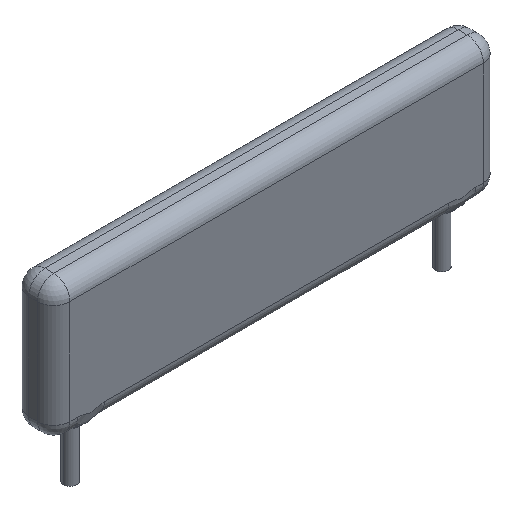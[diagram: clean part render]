
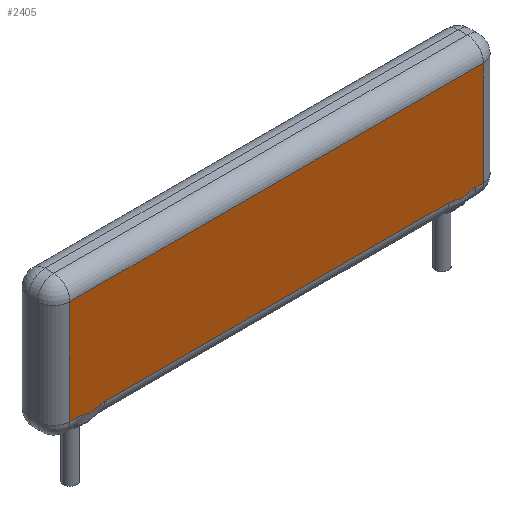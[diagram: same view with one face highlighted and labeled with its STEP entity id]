
A CAD part, isometric view. The second image highlights one B-rep face of the part: STEP entity #2405.
In plain terms, the highlighted free-form (B-spline) face has degree [1, 1] with [2, 2] control points.
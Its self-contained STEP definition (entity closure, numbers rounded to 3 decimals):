
#441=CARTESIAN_POINT('',(12.715,-1.27,1.25));
#442=VERTEX_POINT('',#441);
#537=CARTESIAN_POINT('',(-12.715,-1.27,1.25));
#538=VERTEX_POINT('',#537);
#581=CARTESIAN_POINT('',(12.715,-1.27,7.64));
#582=VERTEX_POINT('',#581);
#640=CARTESIAN_POINT('',(-12.715,-1.27,7.64));
#641=VERTEX_POINT('',#640);
#698=CARTESIAN_POINT('',(-12.715,-1.27,7.64));
#699=DIRECTION('',(1.0,0.0,0.0));
#700=VECTOR('',#699,25.43);
#701=LINE('',#698,#700);
#702=EDGE_CURVE('',#641,#582,#701,.T.);
#720=CARTESIAN_POINT('',(-12.715,-1.27,1.25));
#721=DIRECTION('',(0.0,0.0,1.0));
#722=VECTOR('',#721,6.39);
#723=LINE('',#720,#722);
#724=EDGE_CURVE('',#538,#641,#723,.T.);
#815=CARTESIAN_POINT('',(12.715,-1.27,7.64));
#816=DIRECTION('',(0.0,0.0,-1.0));
#817=VECTOR('',#816,6.39);
#818=LINE('',#815,#817);
#819=EDGE_CURVE('',#582,#442,#818,.T.);
#831=CARTESIAN_POINT('',(-12.256,-1.27,1.25));
#832=VERTEX_POINT('',#831);
#840=CARTESIAN_POINT('',(-12.256,-1.27,1.25));
#841=DIRECTION('',(-1.0,0.0,0.0));
#842=VECTOR('',#841,0.459);
#843=LINE('',#840,#842);
#844=EDGE_CURVE('',#832,#538,#843,.T.);
#1083=CARTESIAN_POINT('',(-10.604,-1.27,1.25));
#1084=VERTEX_POINT('',#1083);
#1092=CARTESIAN_POINT('',(-10.604,-1.27,1.25));
#1093=CARTESIAN_POINT('',(-10.622,-1.27,1.25));
#1094=CARTESIAN_POINT('',(-10.64,-1.27,1.25));
#1095=CARTESIAN_POINT('',(-10.723,-1.27,1.246));
#1096=CARTESIAN_POINT('',(-10.788,-1.27,1.239));
#1097=CARTESIAN_POINT('',(-10.903,-1.27,1.219));
#1098=CARTESIAN_POINT('',(-10.952,-1.27,1.207));
#1099=CARTESIAN_POINT('',(-11.045,-1.27,1.182));
#1100=CARTESIAN_POINT('',(-11.088,-1.27,1.169));
#1101=CARTESIAN_POINT('',(-11.165,-1.27,1.145));
#1102=CARTESIAN_POINT('',(-11.199,-1.27,1.134));
#1103=CARTESIAN_POINT('',(-11.271,-1.27,1.113));
#1104=CARTESIAN_POINT('',(-11.31,-1.27,1.103));
#1105=CARTESIAN_POINT('',(-11.372,-1.27,1.093));
#1106=CARTESIAN_POINT('',(-11.394,-1.27,1.091));
#1107=CARTESIAN_POINT('',(-11.452,-1.27,1.089));
#1108=CARTESIAN_POINT('',(-11.487,-1.27,1.092));
#1109=CARTESIAN_POINT('',(-11.543,-1.27,1.102));
#1110=CARTESIAN_POINT('',(-11.565,-1.27,1.107));
#1111=CARTESIAN_POINT('',(-11.634,-1.27,1.125));
#1112=CARTESIAN_POINT('',(-11.682,-1.27,1.141));
#1113=CARTESIAN_POINT('',(-11.772,-1.27,1.169));
#1114=CARTESIAN_POINT('',(-11.815,-1.27,1.182));
#1115=CARTESIAN_POINT('',(-11.901,-1.27,1.205));
#1116=CARTESIAN_POINT('',(-11.945,-1.27,1.216));
#1117=CARTESIAN_POINT('',(-12.078,-1.27,1.241));
#1118=CARTESIAN_POINT('',(-12.167,-1.27,1.25));
#1119=CARTESIAN_POINT('',(-12.256,-1.27,1.25));
#1120=B_SPLINE_CURVE_WITH_KNOTS('',3,(#1092,#1093,#1094,#1095,#1096,#1097,#1098,#1099,#1100,#1101,#1102,#1103,#1104,#1105,#1106,#1107,#1108,#1109,#1110,#1111,#1112,#1113,#1114,#1115,#1116,#1117,#1118,#1119),.UNSPECIFIED.,.F.,.U.,(4,2,2,2,2,2,2,2,2,2,2,2,2,4),(-1.686,-1.633,-1.437,-1.286,-1.15,-1.044,-0.923,-0.856,-0.751,-0.685,-0.535,-0.401,-0.268,0.0),.UNSPECIFIED.);
#1121=EDGE_CURVE('',#1084,#832,#1120,.T.);
#1172=CARTESIAN_POINT('',(10.604,-1.27,1.25));
#1173=VERTEX_POINT('',#1172);
#1181=CARTESIAN_POINT('',(10.604,-1.27,1.25));
#1182=DIRECTION('',(-1.0,0.0,0.0));
#1183=VECTOR('',#1182,21.208);
#1184=LINE('',#1181,#1183);
#1185=EDGE_CURVE('',#1173,#1084,#1184,.T.);
#1417=CARTESIAN_POINT('',(12.256,-1.27,1.25));
#1418=VERTEX_POINT('',#1417);
#1426=CARTESIAN_POINT('',(12.256,-1.27,1.25));
#1427=CARTESIAN_POINT('',(12.238,-1.27,1.25));
#1428=CARTESIAN_POINT('',(12.22,-1.27,1.25));
#1429=CARTESIAN_POINT('',(12.137,-1.27,1.246));
#1430=CARTESIAN_POINT('',(12.072,-1.27,1.239));
#1431=CARTESIAN_POINT('',(11.957,-1.27,1.219));
#1432=CARTESIAN_POINT('',(11.908,-1.27,1.207));
#1433=CARTESIAN_POINT('',(11.815,-1.27,1.182));
#1434=CARTESIAN_POINT('',(11.772,-1.27,1.169));
#1435=CARTESIAN_POINT('',(11.695,-1.27,1.145));
#1436=CARTESIAN_POINT('',(11.661,-1.27,1.134));
#1437=CARTESIAN_POINT('',(11.589,-1.27,1.113));
#1438=CARTESIAN_POINT('',(11.55,-1.27,1.103));
#1439=CARTESIAN_POINT('',(11.488,-1.27,1.093));
#1440=CARTESIAN_POINT('',(11.466,-1.27,1.091));
#1441=CARTESIAN_POINT('',(11.408,-1.27,1.089));
#1442=CARTESIAN_POINT('',(11.373,-1.27,1.092));
#1443=CARTESIAN_POINT('',(11.317,-1.27,1.102));
#1444=CARTESIAN_POINT('',(11.295,-1.27,1.107));
#1445=CARTESIAN_POINT('',(11.226,-1.27,1.125));
#1446=CARTESIAN_POINT('',(11.178,-1.27,1.141));
#1447=CARTESIAN_POINT('',(11.088,-1.27,1.169));
#1448=CARTESIAN_POINT('',(11.045,-1.27,1.182));
#1449=CARTESIAN_POINT('',(10.959,-1.27,1.205));
#1450=CARTESIAN_POINT('',(10.915,-1.27,1.216));
#1451=CARTESIAN_POINT('',(10.782,-1.27,1.241));
#1452=CARTESIAN_POINT('',(10.693,-1.27,1.25));
#1453=CARTESIAN_POINT('',(10.604,-1.27,1.25));
#1454=B_SPLINE_CURVE_WITH_KNOTS('',3,(#1426,#1427,#1428,#1429,#1430,#1431,#1432,#1433,#1434,#1435,#1436,#1437,#1438,#1439,#1440,#1441,#1442,#1443,#1444,#1445,#1446,#1447,#1448,#1449,#1450,#1451,#1452,#1453),.UNSPECIFIED.,.F.,.U.,(4,2,2,2,2,2,2,2,2,2,2,2,2,4),(-1.686,-1.633,-1.437,-1.286,-1.15,-1.044,-0.923,-0.856,-0.751,-0.685,-0.535,-0.401,-0.268,0.0),.UNSPECIFIED.);
#1455=EDGE_CURVE('',#1418,#1173,#1454,.T.);
#1505=CARTESIAN_POINT('',(12.715,-1.27,1.25));
#1506=DIRECTION('',(-1.0,0.0,0.0));
#1507=VECTOR('',#1506,0.459);
#1508=LINE('',#1505,#1507);
#1509=EDGE_CURVE('',#442,#1418,#1508,.T.);
#2390=CARTESIAN_POINT('',(12.715,-1.27,7.64));
#2391=CARTESIAN_POINT('',(12.715,-1.27,1.088));
#2392=CARTESIAN_POINT('',(-12.715,-1.27,7.64));
#2393=CARTESIAN_POINT('',(-12.715,-1.27,1.088));
#2394=B_SPLINE_SURFACE_WITH_KNOTS('',1,1,((#2390,#2392),(#2391,#2393)),.UNSPECIFIED.,.F.,.F.,.U.,(2,2),(2,2),(0.0,6.552),(0.0,25.43),.UNSPECIFIED.);
#2395=ORIENTED_EDGE('',*,*,#702,.F.);
#2396=ORIENTED_EDGE('',*,*,#724,.F.);
#2397=ORIENTED_EDGE('',*,*,#844,.F.);
#2398=ORIENTED_EDGE('',*,*,#1121,.F.);
#2399=ORIENTED_EDGE('',*,*,#1185,.F.);
#2400=ORIENTED_EDGE('',*,*,#1455,.F.);
#2401=ORIENTED_EDGE('',*,*,#1509,.F.);
#2402=ORIENTED_EDGE('',*,*,#819,.F.);
#2403=EDGE_LOOP('',(#2395,#2396,#2397,#2398,#2399,#2400,#2401,#2402));
#2404=FACE_OUTER_BOUND('',#2403,.T.);
#2405=ADVANCED_FACE('',(#2404),#2394,.F.);
